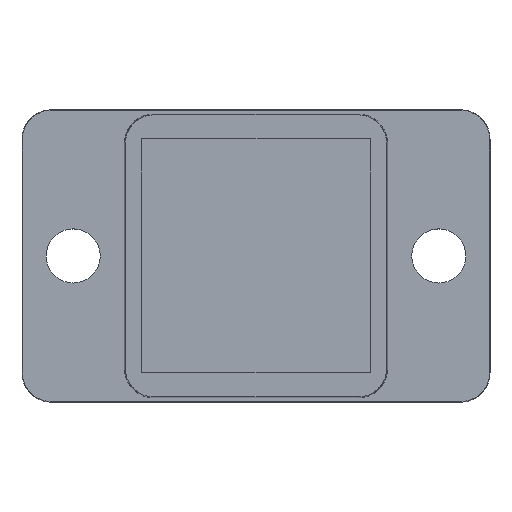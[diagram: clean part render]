
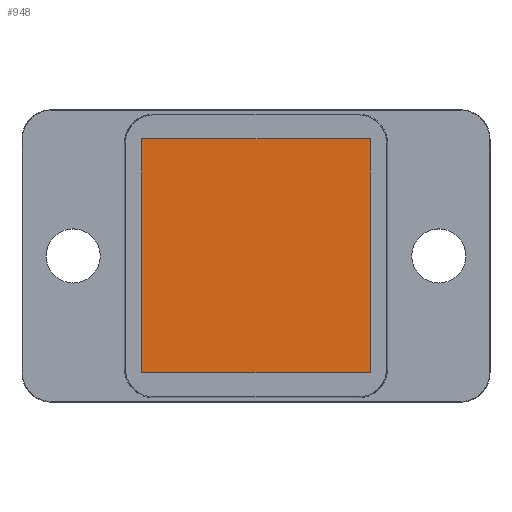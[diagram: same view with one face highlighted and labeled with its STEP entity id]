
A CAD part, top view. The second image highlights one B-rep face of the part: STEP entity #948.
In plain terms, the highlighted planar face has unit normal (0, 0, 1).
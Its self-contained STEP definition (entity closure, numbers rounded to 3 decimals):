
#10 = EDGE_CURVE ( 'NONE', #880, #890, #708, .T. ) ;
#16 = EDGE_CURVE ( 'NONE', #858, #880, #780, .T. ) ;
#78 = EDGE_CURVE ( 'NONE', #855, #858, #763, .T. ) ;
#92 = EDGE_CURVE ( 'NONE', #890, #855, #685, .T. ) ;
#134 = AXIS2_PLACEMENT_3D ( 'NONE', #305, #314, #317 ) ;
#258 = CARTESIAN_POINT ( 'NONE',  ( 7.795, 8., 5.4 ) ) ;
#267 = CARTESIAN_POINT ( 'NONE',  ( 7.795, -8., 5.4 ) ) ;
#287 = CARTESIAN_POINT ( 'NONE',  ( -7.795, -8., 5.4 ) ) ;
#294 = CARTESIAN_POINT ( 'NONE',  ( -7.795, 8., 5.4 ) ) ;
#305 = CARTESIAN_POINT ( 'NONE',  ( 7.795, -8., 5.4 ) ) ;
#314 = DIRECTION ( 'NONE',  ( 0., 0., 1. ) ) ;
#317 = DIRECTION ( 'NONE',  ( 1., 0., 0. ) ) ;
#321 = PLANE ( 'NONE',  #134 ) ;
#446 = CARTESIAN_POINT ( 'NONE',  ( -7.795, 8., 5.4 ) ) ;
#447 = DIRECTION ( 'NONE',  ( 0., -1., 0. ) ) ;
#475 = DIRECTION ( 'NONE',  ( -1., 0., 0. ) ) ;
#476 = CARTESIAN_POINT ( 'NONE',  ( -7.795, 8., 5.4 ) ) ;
#516 = ORIENTED_EDGE ( 'NONE', *, *, #78, .T. ) ;
#519 = ORIENTED_EDGE ( 'NONE', *, *, #10, .T. ) ;
#520 = ORIENTED_EDGE ( 'NONE', *, *, #16, .T. ) ;
#532 = ORIENTED_EDGE ( 'NONE', *, *, #92, .T. ) ;
#573 = EDGE_LOOP ( 'NONE', ( #519, #532, #516, #520 ) ) ;
#685 = LINE ( 'NONE', #476, #747 ) ;
#708 = LINE ( 'NONE', #912, #826 ) ;
#744 = FACE_OUTER_BOUND ( 'NONE', #573, .T. ) ;
#747 = VECTOR ( 'NONE', #475, 1000. ) ;
#763 = LINE ( 'NONE', #446, #795 ) ;
#780 = LINE ( 'NONE', #844, #840 ) ;
#795 = VECTOR ( 'NONE', #447, 1000. ) ;
#826 = VECTOR ( 'NONE', #915, 1000. ) ;
#840 = VECTOR ( 'NONE', #849, 1000. ) ;
#844 = CARTESIAN_POINT ( 'NONE',  ( -7.795, -8., 5.4 ) ) ;
#849 = DIRECTION ( 'NONE',  ( 1., 0., 0. ) ) ;
#855 = VERTEX_POINT ( 'NONE', #294 ) ;
#858 = VERTEX_POINT ( 'NONE', #287 ) ;
#880 = VERTEX_POINT ( 'NONE', #267 ) ;
#890 = VERTEX_POINT ( 'NONE', #258 ) ;
#912 = CARTESIAN_POINT ( 'NONE',  ( 7.795, 8., 5.4 ) ) ;
#915 = DIRECTION ( 'NONE',  ( 0., 1., 0. ) ) ;
#948 = ADVANCED_FACE ( 'NONE', ( #744 ), #321, .T. ) ;
